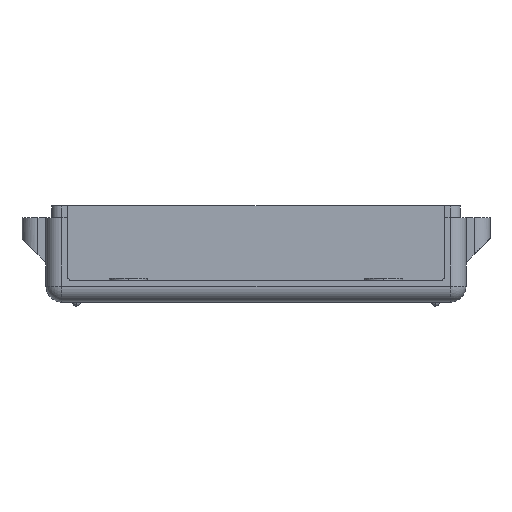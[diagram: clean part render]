
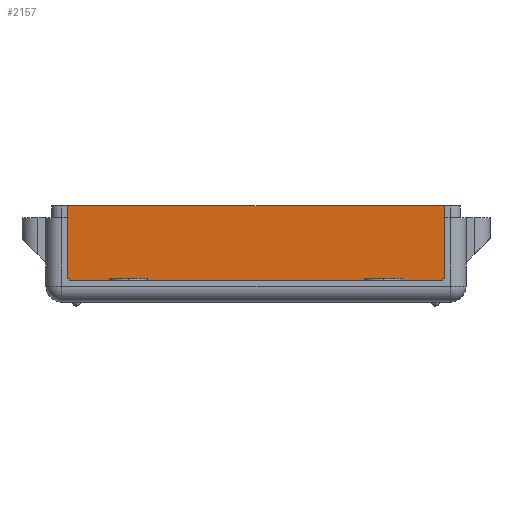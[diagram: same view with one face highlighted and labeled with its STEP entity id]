
A CAD part, left-side view. The second image highlights one B-rep face of the part: STEP entity #2157.
In plain terms, the highlighted planar face has unit normal (-1, 0, 0).
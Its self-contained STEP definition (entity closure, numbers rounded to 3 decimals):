
#176 = VECTOR ( 'NONE', #6244, 1000. ) ;
#270 = VECTOR ( 'NONE', #5198, 1000. ) ;
#311 = LINE ( 'NONE', #1702, #5215 ) ;
#575 = LINE ( 'NONE', #2703, #7098 ) ;
#801 = VERTEX_POINT ( 'NONE', #4458 ) ;
#812 = CARTESIAN_POINT ( 'NONE',  ( 96., 49.5, 3.5 ) ) ;
#863 = EDGE_CURVE ( 'NONE', #4226, #5466, #10189, .T. ) ;
#1099 = ORIENTED_EDGE ( 'NONE', *, *, #1330, .T. ) ;
#1269 = CARTESIAN_POINT ( 'NONE',  ( 96., 74., 2. ) ) ;
#1302 = DIRECTION ( 'NONE',  ( 0., 0., -1. ) ) ;
#1330 = EDGE_CURVE ( 'NONE', #9825, #1353, #4434, .T. ) ;
#1353 = VERTEX_POINT ( 'NONE', #7266 ) ;
#1398 = VERTEX_POINT ( 'NONE', #9827 ) ;
#1702 = CARTESIAN_POINT ( 'NONE',  ( 96., 51.5, 18.1 ) ) ;
#1886 = LINE ( 'NONE', #9241, #270 ) ;
#1958 = AXIS2_PLACEMENT_3D ( 'NONE', #7460, #8279, #9081 ) ;
#2028 = ORIENTED_EDGE ( 'NONE', *, *, #863, .T. ) ;
#2157 = ADVANCED_FACE ( 'NONE', ( #5194 ), #6657, .T. ) ;
#2378 = LINE ( 'NONE', #8949, #10148 ) ;
#2426 = CARTESIAN_POINT ( 'NONE',  ( 96., 75., 3. ) ) ;
#2481 = EDGE_LOOP ( 'NONE', ( #3806, #3429, #5940, #4851, #8945, #2028, #3277, #5228, #10212, #2707, #1099, #4731 ) ) ;
#2703 = CARTESIAN_POINT ( 'NONE',  ( 96., 75., 18.1 ) ) ;
#2707 = ORIENTED_EDGE ( 'NONE', *, *, #4508, .T. ) ;
#2810 = CARTESIAN_POINT ( 'NONE',  ( 96., 51.5, 3. ) ) ;
#2947 = EDGE_CURVE ( 'NONE', #6430, #8058, #9547, .T. ) ;
#3255 = EDGE_CURVE ( 'NONE', #1353, #8058, #2378, .T. ) ;
#3277 = ORIENTED_EDGE ( 'NONE', *, *, #4875, .T. ) ;
#3429 = ORIENTED_EDGE ( 'NONE', *, *, #8905, .T. ) ;
#3560 = LINE ( 'NONE', #9835, #9560 ) ;
#3698 = DIRECTION ( 'NONE',  ( 0., 1., 0. ) ) ;
#3806 = ORIENTED_EDGE ( 'NONE', *, *, #2947, .F. ) ;
#3987 = DIRECTION ( 'NONE',  ( 0., 0., -1. ) ) ;
#4160 = VERTEX_POINT ( 'NONE', #10137 ) ;
#4226 = VERTEX_POINT ( 'NONE', #4992 ) ;
#4332 = VERTEX_POINT ( 'NONE', #812 ) ;
#4350 = DIRECTION ( 'NONE',  ( 0., -1., 0. ) ) ;
#4434 = LINE ( 'NONE', #2426, #6316 ) ;
#4458 = CARTESIAN_POINT ( 'NONE',  ( 96., 1., 3. ) ) ;
#4508 = EDGE_CURVE ( 'NONE', #4332, #9825, #3560, .T. ) ;
#4601 = CARTESIAN_POINT ( 'NONE',  ( 96., 24.5, 3.5 ) ) ;
#4731 = ORIENTED_EDGE ( 'NONE', *, *, #3255, .T. ) ;
#4823 = CARTESIAN_POINT ( 'NONE',  ( 96., 22.5, 18.1 ) ) ;
#4851 = ORIENTED_EDGE ( 'NONE', *, *, #8484, .T. ) ;
#4854 = CARTESIAN_POINT ( 'NONE',  ( 96., 51., 3.5 ) ) ;
#4875 = EDGE_CURVE ( 'NONE', #5466, #5862, #10058, .T. ) ;
#4992 = CARTESIAN_POINT ( 'NONE',  ( 96., 74., 18.1 ) ) ;
#5145 = CARTESIAN_POINT ( 'NONE',  ( 96., 51.5, 3.5 ) ) ;
#5194 = FACE_OUTER_BOUND ( 'NONE', #2481, .T. ) ;
#5198 = DIRECTION ( 'NONE',  ( 0., 0., 1. ) ) ;
#5215 = VECTOR ( 'NONE', #8932, 1000. ) ;
#5228 = ORIENTED_EDGE ( 'NONE', *, *, #8268, .T. ) ;
#5329 = VECTOR ( 'NONE', #1302, 1000. ) ;
#5466 = VERTEX_POINT ( 'NONE', #6371 ) ;
#5487 = CARTESIAN_POINT ( 'NONE',  ( 96., 75., 3. ) ) ;
#5696 = DIRECTION ( 'NONE',  ( 0., 1., 0. ) ) ;
#5862 = VERTEX_POINT ( 'NONE', #2810 ) ;
#5940 = ORIENTED_EDGE ( 'NONE', *, *, #6406, .T. ) ;
#6093 = CARTESIAN_POINT ( 'NONE',  ( 96., 49.5, 3. ) ) ;
#6230 = CARTESIAN_POINT ( 'NONE',  ( 96., 22.5, 3.5 ) ) ;
#6244 = DIRECTION ( 'NONE',  ( 0., -1., 0. ) ) ;
#6316 = VECTOR ( 'NONE', #9724, 1000. ) ;
#6371 = CARTESIAN_POINT ( 'NONE',  ( 96., 74., 3. ) ) ;
#6406 = EDGE_CURVE ( 'NONE', #1398, #801, #9028, .T. ) ;
#6430 = VERTEX_POINT ( 'NONE', #6230 ) ;
#6459 = VECTOR ( 'NONE', #5696, 1000. ) ;
#6533 = LINE ( 'NONE', #4823, #7274 ) ;
#6657 = PLANE ( 'NONE',  #1958 ) ;
#6842 = EDGE_CURVE ( 'NONE', #4160, #4226, #575, .T. ) ;
#6893 = VERTEX_POINT ( 'NONE', #5145 ) ;
#7098 = VECTOR ( 'NONE', #7437, 1000. ) ;
#7266 = CARTESIAN_POINT ( 'NONE',  ( 96., 24.5, 3. ) ) ;
#7274 = VECTOR ( 'NONE', #3987, 1000. ) ;
#7373 = DIRECTION ( 'NONE',  ( 0., 0., -1. ) ) ;
#7402 = VECTOR ( 'NONE', #3698, 1000. ) ;
#7437 = DIRECTION ( 'NONE',  ( 0., 1., 0. ) ) ;
#7460 = CARTESIAN_POINT ( 'NONE',  ( 96., 75., 18.1 ) ) ;
#7658 = CARTESIAN_POINT ( 'NONE',  ( 96., 75., 3. ) ) ;
#8058 = VERTEX_POINT ( 'NONE', #4601 ) ;
#8229 = EDGE_CURVE ( 'NONE', #4332, #6893, #8467, .T. ) ;
#8268 = EDGE_CURVE ( 'NONE', #5862, #6893, #311, .T. ) ;
#8279 = DIRECTION ( 'NONE',  ( -1., 0., 0. ) ) ;
#8467 = LINE ( 'NONE', #4854, #6459 ) ;
#8484 = EDGE_CURVE ( 'NONE', #801, #4160, #1886, .T. ) ;
#8507 = CARTESIAN_POINT ( 'NONE',  ( 96., 24., 3.5 ) ) ;
#8878 = DIRECTION ( 'NONE',  ( 0., 0., 1. ) ) ;
#8905 = EDGE_CURVE ( 'NONE', #6430, #1398, #6533, .T. ) ;
#8932 = DIRECTION ( 'NONE',  ( 0., 0., 1. ) ) ;
#8945 = ORIENTED_EDGE ( 'NONE', *, *, #6842, .T. ) ;
#8949 = CARTESIAN_POINT ( 'NONE',  ( 96., 24.5, 18.1 ) ) ;
#9028 = LINE ( 'NONE', #7658, #9522 ) ;
#9081 = DIRECTION ( 'NONE',  ( 0., -1., 0. ) ) ;
#9241 = CARTESIAN_POINT ( 'NONE',  ( 96., 1., 18.1 ) ) ;
#9522 = VECTOR ( 'NONE', #4350, 1000. ) ;
#9547 = LINE ( 'NONE', #8507, #7402 ) ;
#9560 = VECTOR ( 'NONE', #7373, 1000. ) ;
#9724 = DIRECTION ( 'NONE',  ( 0., -1., 0. ) ) ;
#9825 = VERTEX_POINT ( 'NONE', #6093 ) ;
#9827 = CARTESIAN_POINT ( 'NONE',  ( 96., 22.5, 3. ) ) ;
#9835 = CARTESIAN_POINT ( 'NONE',  ( 96., 49.5, 18.1 ) ) ;
#10058 = LINE ( 'NONE', #5487, #176 ) ;
#10137 = CARTESIAN_POINT ( 'NONE',  ( 96., 1., 18.1 ) ) ;
#10148 = VECTOR ( 'NONE', #8878, 1000. ) ;
#10189 = LINE ( 'NONE', #1269, #5329 ) ;
#10212 = ORIENTED_EDGE ( 'NONE', *, *, #8229, .F. ) ;
